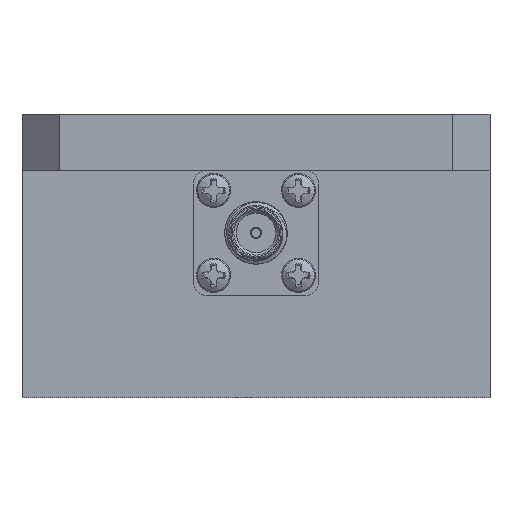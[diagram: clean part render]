
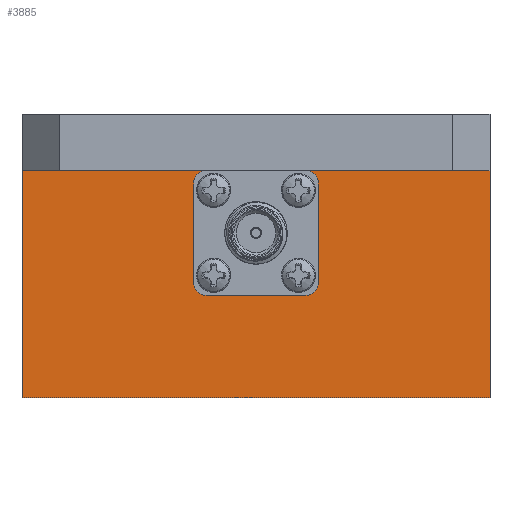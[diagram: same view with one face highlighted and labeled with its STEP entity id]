
A CAD part, front view. The second image highlights one B-rep face of the part: STEP entity #3885.
In plain terms, the highlighted planar face has unit normal (0, -1, 0).
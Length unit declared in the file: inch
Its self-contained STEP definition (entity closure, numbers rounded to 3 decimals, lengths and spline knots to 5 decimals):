
#161 = CARTESIAN_POINT ( 'NONE',  ( -0.9375, -0.4215, -1.135 ) ) ;
#163 = VECTOR ( 'NONE', #6460, 39.37008 ) ;
#179 = CARTESIAN_POINT ( 'NONE',  ( -0.2, -0.4215, -0.725 ) ) ;
#204 = CARTESIAN_POINT ( 'NONE',  ( 0.9375, -0.4215, -0.225 ) ) ;
#436 = EDGE_CURVE ( 'NONE', #3159, #11428, #5702, .T. ) ;
#528 = VECTOR ( 'NONE', #10603, 39.37008 ) ;
#811 = EDGE_CURVE ( 'NONE', #10729, #1505, #11306, .T. ) ;
#1032 = CARTESIAN_POINT ( 'NONE',  ( -0.25, -0.4215, -0.675 ) ) ;
#1164 = PLANE ( 'NONE',  #4693 ) ;
#1505 = VERTEX_POINT ( 'NONE', #7582 ) ;
#1801 = EDGE_CURVE ( 'NONE', #3159, #5797, #9179, .T. ) ;
#1816 = ORIENTED_EDGE ( 'NONE', *, *, #10043, .F. ) ;
#2064 = DIRECTION ( 'NONE',  ( 1., 0., 0. ) ) ;
#2170 = VECTOR ( 'NONE', #10286, 39.37008 ) ;
#2415 = AXIS2_PLACEMENT_3D ( 'NONE', #9529, #5469, #9280 ) ;
#2626 = VERTEX_POINT ( 'NONE', #3045 ) ;
#2772 = AXIS2_PLACEMENT_3D ( 'NONE', #6091, #9981, #5156 ) ;
#3045 = CARTESIAN_POINT ( 'NONE',  ( 0.2, -0.4215, -0.225 ) ) ;
#3114 = DIRECTION ( 'NONE',  ( 0., 1., 0. ) ) ;
#3135 = DIRECTION ( 'NONE',  ( 0., 1., 0. ) ) ;
#3159 = VERTEX_POINT ( 'NONE', #12374 ) ;
#3211 = DIRECTION ( 'NONE',  ( 1., 0., 0. ) ) ;
#3388 = DIRECTION ( 'NONE',  ( 0., 0., 1. ) ) ;
#3715 = EDGE_LOOP ( 'NONE', ( #6710, #8790, #4908, #9236, #11352, #10227, #4913, #4412, #1816, #6452, #11645, #9133 ) ) ;
#3757 = CARTESIAN_POINT ( 'NONE',  ( -0.2, -0.4215, -0.225 ) ) ;
#3782 = EDGE_CURVE ( 'NONE', #11724, #6889, #10772, .T. ) ;
#3812 = DIRECTION ( 'NONE',  ( -1., 0., 0. ) ) ;
#3885 = ADVANCED_FACE ( 'NONE', ( #4231 ), #1164, .F. ) ;
#3893 = VERTEX_POINT ( 'NONE', #204 ) ;
#4054 = LINE ( 'NONE', #11050, #7294 ) ;
#4231 = FACE_OUTER_BOUND ( 'NONE', #3715, .T. ) ;
#4312 = CARTESIAN_POINT ( 'NONE',  ( 0.9375, -0.4215, -0.225 ) ) ;
#4412 = ORIENTED_EDGE ( 'NONE', *, *, #8288, .T. ) ;
#4445 = CIRCLE ( 'NONE', #2415, 0.05 ) ;
#4493 = VERTEX_POINT ( 'NONE', #12565 ) ;
#4625 = EDGE_CURVE ( 'NONE', #6205, #10729, #4054, .T. ) ;
#4630 = LINE ( 'NONE', #6712, #528 ) ;
#4693 = AXIS2_PLACEMENT_3D ( 'NONE', #8864, #5052, #3211 ) ;
#4908 = ORIENTED_EDGE ( 'NONE', *, *, #11004, .T. ) ;
#4913 = ORIENTED_EDGE ( 'NONE', *, *, #8490, .T. ) ;
#5041 = VECTOR ( 'NONE', #3388, 39.37008 ) ;
#5052 = DIRECTION ( 'NONE',  ( 0., 1., 0. ) ) ;
#5156 = DIRECTION ( 'NONE',  ( -1., 0., 0. ) ) ;
#5431 = CARTESIAN_POINT ( 'NONE',  ( -0.25, -0.4215, -0.725 ) ) ;
#5469 = DIRECTION ( 'NONE',  ( 0., 1., 0. ) ) ;
#5702 = CIRCLE ( 'NONE', #6709, 0.05 ) ;
#5797 = VERTEX_POINT ( 'NONE', #1032 ) ;
#5924 = CARTESIAN_POINT ( 'NONE',  ( -0.2, -0.4215, -0.675 ) ) ;
#6091 = CARTESIAN_POINT ( 'NONE',  ( 0.2, -0.4215, -0.675 ) ) ;
#6205 = VERTEX_POINT ( 'NONE', #7324 ) ;
#6391 = VERTEX_POINT ( 'NONE', #10914 ) ;
#6452 = ORIENTED_EDGE ( 'NONE', *, *, #9822, .T. ) ;
#6460 = DIRECTION ( 'NONE',  ( -1., 0., 0. ) ) ;
#6693 = EDGE_CURVE ( 'NONE', #6205, #3893, #9105, .T. ) ;
#6701 = CARTESIAN_POINT ( 'NONE',  ( -0.25, -0.4215, -0.725 ) ) ;
#6709 = AXIS2_PLACEMENT_3D ( 'NONE', #6918, #3114, #3812 ) ;
#6710 = ORIENTED_EDGE ( 'NONE', *, *, #1801, .F. ) ;
#6712 = CARTESIAN_POINT ( 'NONE',  ( 0.25, -0.4215, -0.725 ) ) ;
#6889 = VERTEX_POINT ( 'NONE', #11507 ) ;
#6918 = CARTESIAN_POINT ( 'NONE',  ( -0.2, -0.4215, -0.275 ) ) ;
#6939 = VECTOR ( 'NONE', #9304, 39.37008 ) ;
#7070 = CARTESIAN_POINT ( 'NONE',  ( 0.9375, -0.4215, -3.19079 ) ) ;
#7110 = DIRECTION ( 'NONE',  ( -1., 0., 0. ) ) ;
#7294 = VECTOR ( 'NONE', #7110, 39.37008 ) ;
#7324 = CARTESIAN_POINT ( 'NONE',  ( 0.9375, -0.4215, -1.135 ) ) ;
#7407 = LINE ( 'NONE', #10288, #163 ) ;
#7420 = DIRECTION ( 'NONE',  ( 0., 0., 1. ) ) ;
#7456 = EDGE_CURVE ( 'NONE', #11724, #5797, #11735, .T. ) ;
#7582 = CARTESIAN_POINT ( 'NONE',  ( -0.9375, -0.4215, -0.225 ) ) ;
#8288 = EDGE_CURVE ( 'NONE', #2626, #6391, #4445, .T. ) ;
#8490 = EDGE_CURVE ( 'NONE', #3893, #2626, #7407, .T. ) ;
#8571 = CARTESIAN_POINT ( 'NONE',  ( -0.9375, -0.4215, -3.19079 ) ) ;
#8790 = ORIENTED_EDGE ( 'NONE', *, *, #436, .T. ) ;
#8864 = CARTESIAN_POINT ( 'NONE',  ( 0.9375, -0.4215, -3.19079 ) ) ;
#9105 = LINE ( 'NONE', #7070, #5041 ) ;
#9133 = ORIENTED_EDGE ( 'NONE', *, *, #7456, .T. ) ;
#9179 = LINE ( 'NONE', #5431, #6939 ) ;
#9236 = ORIENTED_EDGE ( 'NONE', *, *, #811, .F. ) ;
#9280 = DIRECTION ( 'NONE',  ( -1., 0., 0. ) ) ;
#9304 = DIRECTION ( 'NONE',  ( 0., 0., -1. ) ) ;
#9529 = CARTESIAN_POINT ( 'NONE',  ( 0.2, -0.4215, -0.275 ) ) ;
#9822 = EDGE_CURVE ( 'NONE', #4493, #6889, #10893, .T. ) ;
#9981 = DIRECTION ( 'NONE',  ( 0., 1., 0. ) ) ;
#9983 = VECTOR ( 'NONE', #2064, 39.37008 ) ;
#10043 = EDGE_CURVE ( 'NONE', #4493, #6391, #4630, .T. ) ;
#10227 = ORIENTED_EDGE ( 'NONE', *, *, #6693, .T. ) ;
#10286 = DIRECTION ( 'NONE',  ( -1., 0., 0. ) ) ;
#10288 = CARTESIAN_POINT ( 'NONE',  ( 0.9375, -0.4215, -0.225 ) ) ;
#10603 = DIRECTION ( 'NONE',  ( 0., 0., 1. ) ) ;
#10729 = VERTEX_POINT ( 'NONE', #161 ) ;
#10772 = LINE ( 'NONE', #6701, #9983 ) ;
#10823 = DIRECTION ( 'NONE',  ( -1., 0., 0. ) ) ;
#10893 = CIRCLE ( 'NONE', #2772, 0.05 ) ;
#10914 = CARTESIAN_POINT ( 'NONE',  ( 0.25, -0.4215, -0.275 ) ) ;
#10986 = VECTOR ( 'NONE', #7420, 39.37008 ) ;
#11004 = EDGE_CURVE ( 'NONE', #11428, #1505, #11288, .T. ) ;
#11050 = CARTESIAN_POINT ( 'NONE',  ( 0.9375, -0.4215, -1.135 ) ) ;
#11288 = LINE ( 'NONE', #4312, #2170 ) ;
#11306 = LINE ( 'NONE', #8571, #10986 ) ;
#11341 = AXIS2_PLACEMENT_3D ( 'NONE', #5924, #3135, #10823 ) ;
#11352 = ORIENTED_EDGE ( 'NONE', *, *, #4625, .F. ) ;
#11428 = VERTEX_POINT ( 'NONE', #3757 ) ;
#11507 = CARTESIAN_POINT ( 'NONE',  ( 0.2, -0.4215, -0.725 ) ) ;
#11645 = ORIENTED_EDGE ( 'NONE', *, *, #3782, .F. ) ;
#11724 = VERTEX_POINT ( 'NONE', #179 ) ;
#11735 = CIRCLE ( 'NONE', #11341, 0.05 ) ;
#12374 = CARTESIAN_POINT ( 'NONE',  ( -0.25, -0.4215, -0.275 ) ) ;
#12565 = CARTESIAN_POINT ( 'NONE',  ( 0.25, -0.4215, -0.675 ) ) ;
